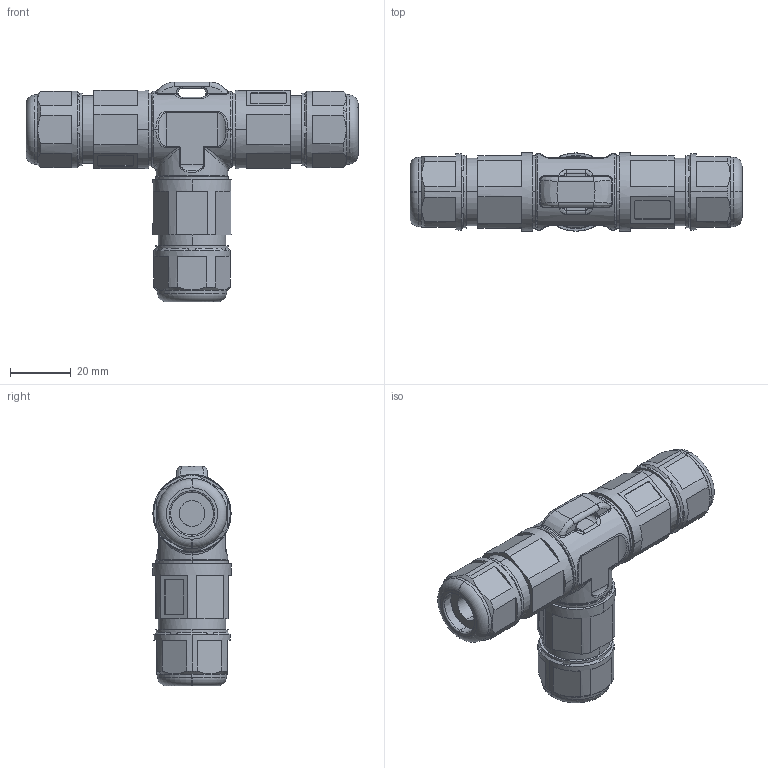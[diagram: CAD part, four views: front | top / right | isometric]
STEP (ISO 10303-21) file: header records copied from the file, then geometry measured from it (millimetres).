
FILE_DESCRIPTION(('CATIA V5 STEP Exchange','CAx-IF Rec.Pracs.--- Model Styling and Organization---1.4--- 2014-01-23'),'2;1');
FILE_NAME ('1145539-3_0', '2020-04-15T05:38:40+00:00', ('none'), ('Weidmueller'), 'CATIA Version 5-6 Release 2016 SP3 HF44', 'CATIA V5 STEP AP214', 'none');
FILE_SCHEMA(('AUTOMOTIVE_DESIGN { 1 0 10303 214 1 1 1 1 }'));
Length unit declared in the file: millimetre
Products named in the file (1): 2685590000
Bounding box: 109.3 x 25.75 x 72.25 mm (x, y, z)
Volume: 57238.4 mm3; surface area: 31446.6 mm2
Topology: 11 solids, 11 shells, 854 faces, 2459 edges, 1564 vertices
Faces by surface type: plane 448, cylinder 253, cone 51, torus 50, bspline 46, revolution 6
Entity records: 32012 total; most frequent: CARTESIAN_POINT 11231, ORIENTED_EDGE 4918, DIRECTION 3350, EDGE_CURVE 2459, VERTEX_POINT 1564, AXIS2_PLACEMENT_3D 1560, VECTOR 1041, LINE 1041
